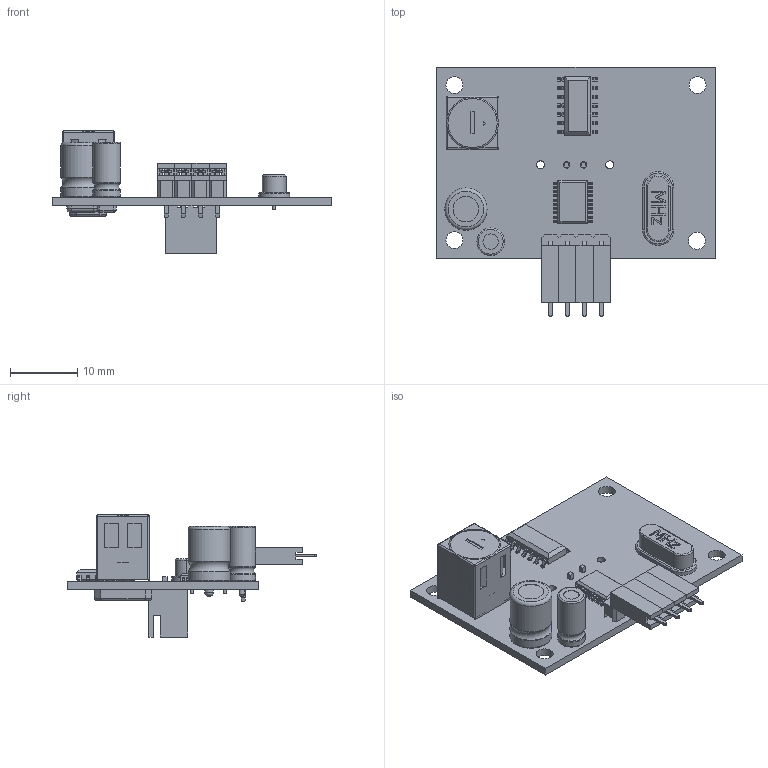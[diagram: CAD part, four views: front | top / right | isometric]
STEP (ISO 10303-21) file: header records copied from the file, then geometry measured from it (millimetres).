
FILE_DESCRIPTION(('STEP AP214'), '1');
FILE_NAME('栖闉罻', '', ('UNSPECIFIED'), ('UNSPECIFIED'), 'ASCON STEP Converter 1.6', 'ASCON Math Kernel', '');
FILE_SCHEMA(('AUTOMOTIVE_DESIGN { 1 0 10303 214 3 1 1}'));
Length unit declared in the file: millimetre
Products named in the file (6): JSN20; Header_4; header; pin
Assembly tree (8 placements, depth 4):
  (unnamed)
    JSN20
    Header_4
      header  x4
        header
        pin
Bounding box: 41.36 x 37.08 x 18.15 mm (x, y, z)
Volume: 2900.4 mm3; surface area: 5761.1 mm2
Topology: 57 solids, 57 shells, 1089 faces, 2772 edges, 1817 vertices
Faces by surface type: plane 794, cylinder 268, torus 17, bspline 6, sphere 4
Full cylindrical faces by diameter (mm): 0.48 x2, 0.95 x2, 1 x4, 1.2 x2, 1.8 x2, 2.3 x1, 2.53 x4, 3.8 x1, 4.1 x2, 6.28 x2, 7.7 x2
Entity records: 37050 total; most frequent: CARTESIAN_POINT 5156, DIRECTION 4828, ORIENTED_EDGE 4790, EDGE_CURVE 2395, LINE 1844, VECTOR 1844, VERTEX_POINT 1589, AXIS2_PLACEMENT_3D 1492
